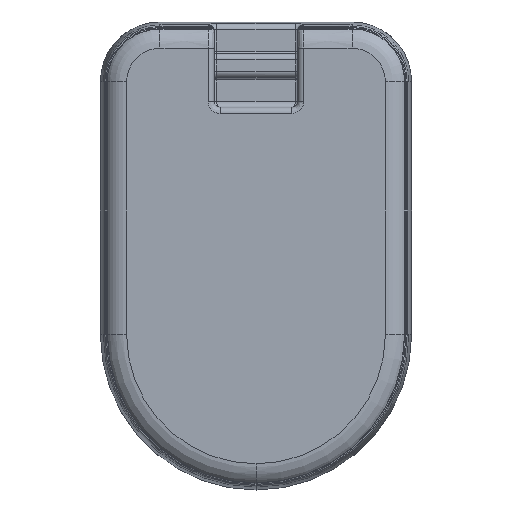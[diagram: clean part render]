
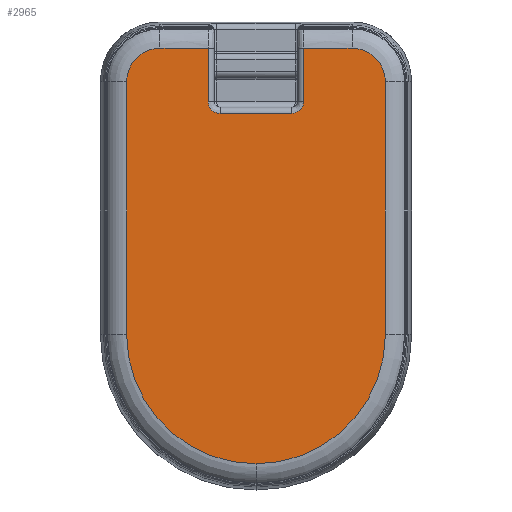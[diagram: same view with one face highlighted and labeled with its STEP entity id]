
A CAD part, front view. The second image highlights one B-rep face of the part: STEP entity #2965.
In plain terms, the highlighted planar face has unit normal (0, -1, 0).
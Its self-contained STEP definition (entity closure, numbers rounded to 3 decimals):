
#46 = VECTOR ( 'NONE', #1162, 1000. ) ;
#149 = DIRECTION ( 'NONE',  ( 0., 0., -1. ) ) ;
#302 = FACE_OUTER_BOUND ( 'NONE', #13164, .T. ) ;
#377 = VERTEX_POINT ( 'NONE', #2665 ) ;
#476 = CARTESIAN_POINT ( 'NONE',  ( -8.053, -4.5, 23.999 ) ) ;
#851 = ORIENTED_EDGE ( 'NONE', *, *, #5305, .T. ) ;
#876 = VECTOR ( 'NONE', #5719, 1000. ) ;
#979 = CARTESIAN_POINT ( 'NONE',  ( -4.01, -4.5, 18.951 ) ) ;
#1162 = DIRECTION ( 'NONE',  ( 0., 0., -1. ) ) ;
#1278 = ORIENTED_EDGE ( 'NONE', *, *, #12865, .T. ) ;
#1332 = CARTESIAN_POINT ( 'NONE',  ( 4.009, -4.5, 0. ) ) ;
#1476 = EDGE_CURVE ( 'NONE', #5663, #3286, #13375, .T. ) ;
#1604 = VERTEX_POINT ( 'NONE', #8887 ) ;
#1789 = VERTEX_POINT ( 'NONE', #14387 ) ;
#2040 = DIRECTION ( 'NONE',  ( 0., 0., -1. ) ) ;
#2085 = EDGE_CURVE ( 'NONE', #9159, #2920, #7896, .T. ) ;
#2326 = ORIENTED_EDGE ( 'NONE', *, *, #15539, .T. ) ;
#2665 = CARTESIAN_POINT ( 'NONE',  ( 4.01, -4.5, 19.537 ) ) ;
#2675 =( BOUNDED_CURVE ( )  B_SPLINE_CURVE ( 3, ( #12490, #13457, #11079, #5236 ),
 .UNSPECIFIED., .F., .T. ) 
 B_SPLINE_CURVE_WITH_KNOTS ( ( 4, 4 ),
 ( 4.712, 6.283 ),
 .UNSPECIFIED. ) 
 CURVE ( )  GEOMETRIC_REPRESENTATION_ITEM ( )  RATIONAL_B_SPLINE_CURVE ( ( 1., 0.805, 0.805, 1. ) ) 
 REPRESENTATION_ITEM ( '' )  );
#2838 = EDGE_CURVE ( 'NONE', #2920, #4246, #3921, .T. ) ;
#2848 = CARTESIAN_POINT ( 'NONE',  ( 0., -4.5, 18.537 ) ) ;
#2919 = CARTESIAN_POINT ( 'NONE',  ( 4.016, -4.5, 23.999 ) ) ;
#2920 = VERTEX_POINT ( 'NONE', #12431 ) ;
#2930 = CARTESIAN_POINT ( 'NONE',  ( -8.053, -4.5, 21.199 ) ) ;
#2965 = ADVANCED_FACE ( 'NONE', ( #302 ), #11387, .T. ) ;
#3070 = CARTESIAN_POINT ( 'NONE',  ( -4.009, -4.5, 0. ) ) ;
#3286 = VERTEX_POINT ( 'NONE', #15699 ) ;
#3316 = LINE ( 'NONE', #3070, #876 ) ;
#3537 = CARTESIAN_POINT ( 'NONE',  ( -4.016, -4.5, 23.999 ) ) ;
#3645 = VECTOR ( 'NONE', #15016, 1000. ) ;
#3921 = CIRCLE ( 'NONE', #14648, 2.8 ) ;
#4105 = CARTESIAN_POINT ( 'NONE',  ( 8.053, -4.5, 23.999 ) ) ;
#4246 = VERTEX_POINT ( 'NONE', #11457 ) ;
#4264 = ORIENTED_EDGE ( 'NONE', *, *, #2838, .T. ) ;
#4500 = CARTESIAN_POINT ( 'NONE',  ( -6.04, -4.5, 23.999 ) ) ;
#4952 = AXIS2_PLACEMENT_3D ( 'NONE', #2930, #11097, #149 ) ;
#5032 = EDGE_CURVE ( 'NONE', #12855, #377, #2675, .T. ) ;
#5065 = EDGE_CURVE ( 'NONE', #5883, #4246, #7405, .T. ) ;
#5067 = DIRECTION ( 'NONE',  ( -1., 0., 0. ) ) ;
#5165 = CARTESIAN_POINT ( 'NONE',  ( 10.853, -4.5, 0. ) ) ;
#5236 = CARTESIAN_POINT ( 'NONE',  ( 4.01, -4.5, 19.537 ) ) ;
#5271 = CARTESIAN_POINT ( 'NONE',  ( 10.853, -4.5, 21.199 ) ) ;
#5305 = EDGE_CURVE ( 'NONE', #1604, #9159, #5584, .T. ) ;
#5550 = CARTESIAN_POINT ( 'NONE',  ( 6.04, -4.5, 23.999 ) ) ;
#5584 = CIRCLE ( 'NONE', #14521, 10.853 ) ;
#5595 = CARTESIAN_POINT ( 'NONE',  ( -3.01, -4.5, 18.537 ) ) ;
#5663 = VERTEX_POINT ( 'NONE', #476 ) ;
#5674 = VECTOR ( 'NONE', #5067, 1000. ) ;
#5719 = DIRECTION ( 'NONE',  ( 0., 0., 1. ) ) ;
#5736 = VERTEX_POINT ( 'NONE', #7438 ) ;
#5883 = VERTEX_POINT ( 'NONE', #13059 ) ;
#6093 = LINE ( 'NONE', #10886, #46 ) ;
#6768 = CARTESIAN_POINT ( 'NONE',  ( 3.01, -4.5, 18.537 ) ) ;
#7074 = CARTESIAN_POINT ( 'NONE',  ( -8.053, -4.5, 23.999 ) ) ;
#7295 = ORIENTED_EDGE ( 'NONE', *, *, #1476, .F. ) ;
#7350 = DIRECTION ( 'NONE',  ( 0., 0., -1. ) ) ;
#7405 = B_SPLINE_CURVE_WITH_KNOTS ( 'NONE', 3,
 ( #7858, #2919, #9138, #5550, #14009, #4105 ),
 .UNSPECIFIED., .F., .F.,
 ( 4, 1, 1, 4 ),
 ( 0.749, 0.75, 0.875, 1. ),
 .UNSPECIFIED. ) ;
#7438 = CARTESIAN_POINT ( 'NONE',  ( -4.01, -4.5, 19.537 ) ) ;
#7449 = CARTESIAN_POINT ( 'NONE',  ( 0., -4.5, 0. ) ) ;
#7858 = CARTESIAN_POINT ( 'NONE',  ( 4.01, -4.5, 23.999 ) ) ;
#7873 = ORIENTED_EDGE ( 'NONE', *, *, #2085, .T. ) ;
#7896 = LINE ( 'NONE', #5271, #3645 ) ;
#7938 = EDGE_CURVE ( 'NONE', #5663, #1789, #7986, .T. ) ;
#7986 = CIRCLE ( 'NONE', #4952, 2.8 ) ;
#7996 = AXIS2_PLACEMENT_3D ( 'NONE', #8607, #14689, #10040 ) ;
#8607 = CARTESIAN_POINT ( 'NONE',  ( 0., -4.5, 0. ) ) ;
#8618 = VERTEX_POINT ( 'NONE', #5595 ) ;
#8783 = ORIENTED_EDGE ( 'NONE', *, *, #10910, .T. ) ;
#8887 = CARTESIAN_POINT ( 'NONE',  ( 0., -4.5, -10.853 ) ) ;
#9091 = VECTOR ( 'NONE', #11208, 1000. ) ;
#9138 = CARTESIAN_POINT ( 'NONE',  ( 4.692, -4.5, 23.999 ) ) ;
#9159 = VERTEX_POINT ( 'NONE', #5165 ) ;
#9304 = DIRECTION ( 'NONE',  ( 0., -1., 0. ) ) ;
#9459 = CARTESIAN_POINT ( 'NONE',  ( -7.382, -4.5, 23.999 ) ) ;
#9500 = ORIENTED_EDGE ( 'NONE', *, *, #5032, .F. ) ;
#9504 = CARTESIAN_POINT ( 'NONE',  ( -3.01, -4.5, 18.537 ) ) ;
#9539 = CARTESIAN_POINT ( 'NONE',  ( -4.692, -4.5, 23.999 ) ) ;
#9875 = ORIENTED_EDGE ( 'NONE', *, *, #10319, .T. ) ;
#10040 = DIRECTION ( 'NONE',  ( 0., 0., -1. ) ) ;
#10067 = EDGE_CURVE ( 'NONE', #1789, #10827, #6093, .T. ) ;
#10319 = EDGE_CURVE ( 'NONE', #10827, #1604, #15603, .T. ) ;
#10334 = EDGE_CURVE ( 'NONE', #5736, #8618, #12063, .T. ) ;
#10382 = DIRECTION ( 'NONE',  ( 0., -1., 0. ) ) ;
#10777 = DIRECTION ( 'NONE',  ( 0., -1., 0. ) ) ;
#10827 = VERTEX_POINT ( 'NONE', #14839 ) ;
#10863 = CARTESIAN_POINT ( 'NONE',  ( 8.053, -4.5, 21.199 ) ) ;
#10886 = CARTESIAN_POINT ( 'NONE',  ( -10.853, -4.5, 0. ) ) ;
#10910 = EDGE_CURVE ( 'NONE', #12855, #8618, #13778, .T. ) ;
#11079 = CARTESIAN_POINT ( 'NONE',  ( 4.01, -4.5, 18.951 ) ) ;
#11097 = DIRECTION ( 'NONE',  ( 0., -1., 0. ) ) ;
#11208 = DIRECTION ( 'NONE',  ( 0., 0., -1. ) ) ;
#11387 = PLANE ( 'NONE',  #7996 ) ;
#11457 = CARTESIAN_POINT ( 'NONE',  ( 8.053, -4.5, 23.999 ) ) ;
#11893 = ORIENTED_EDGE ( 'NONE', *, *, #5065, .F. ) ;
#11999 = CARTESIAN_POINT ( 'NONE',  ( -4.01, -4.5, 23.999 ) ) ;
#12039 = AXIS2_PLACEMENT_3D ( 'NONE', #14215, #10382, #15263 ) ;
#12063 =( BOUNDED_CURVE ( )  B_SPLINE_CURVE ( 3, ( #13090, #979, #13002, #9504 ),
 .UNSPECIFIED., .F., .T. ) 
 B_SPLINE_CURVE_WITH_KNOTS ( ( 4, 4 ),
 ( 0., 1.571 ),
 .UNSPECIFIED. ) 
 CURVE ( )  GEOMETRIC_REPRESENTATION_ITEM ( )  RATIONAL_B_SPLINE_CURVE ( ( 1., 0.805, 0.805, 1. ) ) 
 REPRESENTATION_ITEM ( '' )  );
#12431 = CARTESIAN_POINT ( 'NONE',  ( 10.853, -4.5, 21.199 ) ) ;
#12490 = CARTESIAN_POINT ( 'NONE',  ( 3.01, -4.5, 18.537 ) ) ;
#12588 = ORIENTED_EDGE ( 'NONE', *, *, #10334, .F. ) ;
#12855 = VERTEX_POINT ( 'NONE', #6768 ) ;
#12865 = EDGE_CURVE ( 'NONE', #5736, #3286, #3316, .T. ) ;
#13002 = CARTESIAN_POINT ( 'NONE',  ( -3.596, -4.5, 18.537 ) ) ;
#13059 = CARTESIAN_POINT ( 'NONE',  ( 4.01, -4.5, 23.999 ) ) ;
#13090 = CARTESIAN_POINT ( 'NONE',  ( -4.01, -4.5, 19.537 ) ) ;
#13164 = EDGE_LOOP ( 'NONE', ( #11893, #2326, #9500, #8783, #12588, #1278, #7295, #14808, #13222, #9875, #851, #7873, #4264 ) ) ;
#13222 = ORIENTED_EDGE ( 'NONE', *, *, #10067, .T. ) ;
#13375 = B_SPLINE_CURVE_WITH_KNOTS ( 'NONE', 3,
 ( #7074, #9459, #4500, #9539, #3537, #11999 ),
 .UNSPECIFIED., .F., .F.,
 ( 4, 1, 1, 4 ),
 ( 0., 0.125, 0.25, 0.251 ),
 .UNSPECIFIED. ) ;
#13457 = CARTESIAN_POINT ( 'NONE',  ( 3.596, -4.5, 18.537 ) ) ;
#13778 = LINE ( 'NONE', #2848, #5674 ) ;
#14009 = CARTESIAN_POINT ( 'NONE',  ( 7.382, -4.5, 23.999 ) ) ;
#14215 = CARTESIAN_POINT ( 'NONE',  ( 0., -4.5, 0. ) ) ;
#14387 = CARTESIAN_POINT ( 'NONE',  ( -10.853, -4.5, 21.199 ) ) ;
#14521 = AXIS2_PLACEMENT_3D ( 'NONE', #7449, #9304, #2040 ) ;
#14648 = AXIS2_PLACEMENT_3D ( 'NONE', #10863, #10777, #7350 ) ;
#14689 = DIRECTION ( 'NONE',  ( 0., -1., 0. ) ) ;
#14738 = LINE ( 'NONE', #1332, #9091 ) ;
#14808 = ORIENTED_EDGE ( 'NONE', *, *, #7938, .T. ) ;
#14839 = CARTESIAN_POINT ( 'NONE',  ( -10.853, -4.5, 0. ) ) ;
#15016 = DIRECTION ( 'NONE',  ( 0., 0., 1. ) ) ;
#15263 = DIRECTION ( 'NONE',  ( 0., 0., -1. ) ) ;
#15539 = EDGE_CURVE ( 'NONE', #5883, #377, #14738, .T. ) ;
#15603 = CIRCLE ( 'NONE', #12039, 10.853 ) ;
#15699 = CARTESIAN_POINT ( 'NONE',  ( -4.01, -4.5, 23.999 ) ) ;
